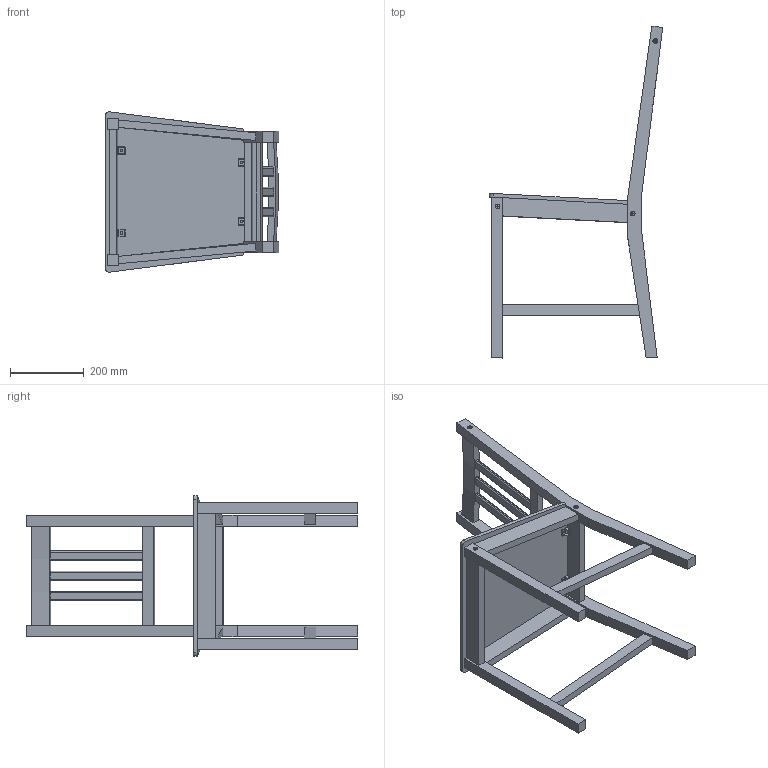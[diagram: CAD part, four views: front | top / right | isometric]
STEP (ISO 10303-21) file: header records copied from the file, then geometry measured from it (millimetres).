
FILE_DESCRIPTION(('FreeCAD Model'),'2;1');
FILE_NAME('stefan.step','2020-11-29T14:53:00',('Author'),(''), 'Open CASCADE STEP processor 7.3','FreeCAD','Unknown');
FILE_SCHEMA(('AUTOMOTIVE_DESIGN { 1 0 10303 214 1 1 1 1 }'));
Length unit declared in the file: millimetre
Products named in the file (2): stefan_001; ikea_stefan_bottom_001
Bounding box: 470.76 x 900.57 x 435.41 mm (x, y, z)
Volume: 6492688.9 mm3; surface area: 1082232.5 mm2
Topology: 14 solids, 30 shells, 708 faces, 1590 edges, 962 vertices
Faces by surface type: plane 326, cylinder 218, cone 136, sphere 16, torus 12
Entity records: 46718 total; most frequent: CARTESIAN_POINT 9303, DIRECTION 6377, LINE 3506, VECTOR 3506, ORIENTED_EDGE 3124, PCURVE 3124, DEFINITIONAL_REPRESENTATION 3124, EDGE_CURVE 1562
